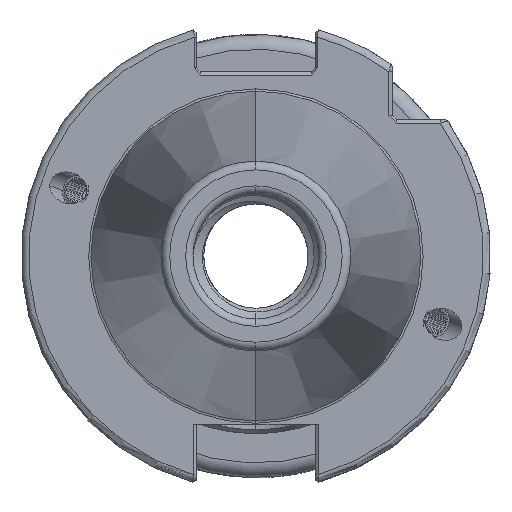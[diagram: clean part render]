
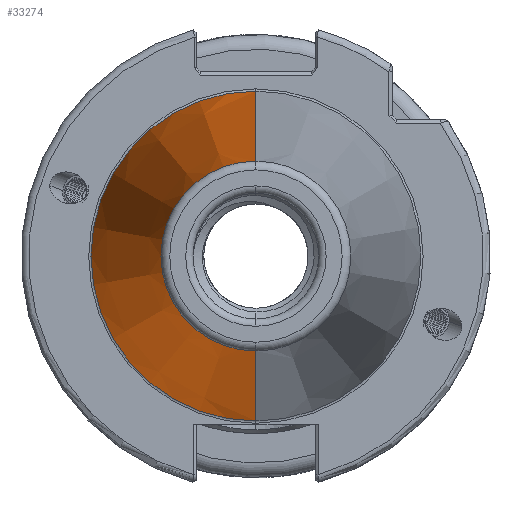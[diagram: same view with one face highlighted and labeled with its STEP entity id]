
A CAD part, left-side view. The second image highlights one B-rep face of the part: STEP entity #33274.
In plain terms, the highlighted conical face has half-angle 8.297 degrees and reference radius 22.692 mm.
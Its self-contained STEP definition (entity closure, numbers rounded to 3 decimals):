
#1550 = CARTESIAN_POINT ( 'NONE',  ( 0., 0., 0. ) ) ;
#1565 = DIRECTION ( 'NONE',  ( 1., 0., 0. ) ) ;
#1574 = DIRECTION ( 'NONE',  ( 0., 0., -1. ) ) ;
#3986 = EDGE_LOOP ( 'NONE', ( #28610, #28576, #28631, #28618 ) ) ;
#4719 = EDGE_CURVE ( 'NONE', #19326, #19288, #20951, .T. ) ;
#4729 = EDGE_CURVE ( 'NONE', #19326, #19313, #20917, .T. ) ;
#4731 = EDGE_CURVE ( 'NONE', #19313, #19330, #20953, .T. ) ;
#4745 = EDGE_CURVE ( 'NONE', #19288, #19330, #20957, .T. ) ;
#15251 = DIRECTION ( 'NONE',  ( 1., 0., 0. ) ) ;
#15268 = CARTESIAN_POINT ( 'NONE',  ( -67.473, 0., 0. ) ) ;
#15270 = DIRECTION ( 'NONE',  ( 0., 0., 1. ) ) ;
#15294 = CARTESIAN_POINT ( 'NONE',  ( -2.5, 0., 0. ) ) ;
#15295 = DIRECTION ( 'NONE',  ( 1., 0., 0. ) ) ;
#15300 = CARTESIAN_POINT ( 'NONE',  ( 0., 0., -22.692 ) ) ;
#15308 = DIRECTION ( 'NONE',  ( 0.99, 0., -0.144 ) ) ;
#15320 = DIRECTION ( 'NONE',  ( 0., 0., -1. ) ) ;
#15415 = DIRECTION ( 'NONE',  ( 0.99, 0., 0.144 ) ) ;
#15432 = CARTESIAN_POINT ( 'NONE',  ( 0., 0., 22.692 ) ) ;
#19288 = VERTEX_POINT ( 'NONE', #23060 ) ;
#19313 = VERTEX_POINT ( 'NONE', #23026 ) ;
#19326 = VERTEX_POINT ( 'NONE', #23023 ) ;
#19330 = VERTEX_POINT ( 'NONE', #23050 ) ;
#20917 = LINE ( 'NONE', #15300, #20926 ) ;
#20920 = VECTOR ( 'NONE', #15415, 1000. ) ;
#20926 = VECTOR ( 'NONE', #15308, 1000. ) ;
#20951 = CIRCLE ( 'NONE', #23159, 12.852 ) ;
#20953 = CIRCLE ( 'NONE', #23176, 22.327 ) ;
#20957 = LINE ( 'NONE', #15432, #20920 ) ;
#23023 = CARTESIAN_POINT ( 'NONE',  ( -67.473, 0., -12.852 ) ) ;
#23026 = CARTESIAN_POINT ( 'NONE',  ( -2.5, 0., -22.327 ) ) ;
#23050 = CARTESIAN_POINT ( 'NONE',  ( -2.5, 0., 22.327 ) ) ;
#23060 = CARTESIAN_POINT ( 'NONE',  ( -67.473, 0., 12.852 ) ) ;
#23159 = AXIS2_PLACEMENT_3D ( 'NONE', #15268, #15251, #15270 ) ;
#23176 = AXIS2_PLACEMENT_3D ( 'NONE', #15294, #15295, #15320 ) ;
#28576 = ORIENTED_EDGE ( 'NONE', *, *, #4745, .T. ) ;
#28610 = ORIENTED_EDGE ( 'NONE', *, *, #4719, .T. ) ;
#28618 = ORIENTED_EDGE ( 'NONE', *, *, #4729, .F. ) ;
#28631 = ORIENTED_EDGE ( 'NONE', *, *, #4731, .F. ) ;
#28956 = AXIS2_PLACEMENT_3D ( 'NONE', #1550, #1565, #1574 ) ;
#32029 = CONICAL_SURFACE ( 'NONE', #28956, 22.692, 0.145 ) ;
#32053 = FACE_OUTER_BOUND ( 'NONE', #3986, .T. ) ;
#33274 = ADVANCED_FACE ( 'NONE', ( #32053 ), #32029, .T. ) ;
